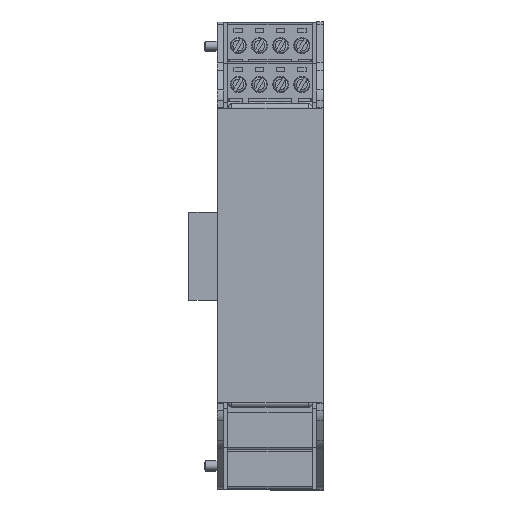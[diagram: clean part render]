
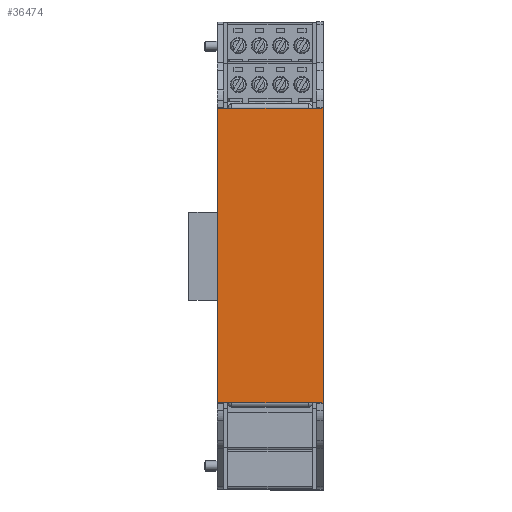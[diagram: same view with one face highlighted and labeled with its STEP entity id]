
A CAD part, top view. The second image highlights one B-rep face of the part: STEP entity #36474.
In plain terms, the highlighted planar face has unit normal (0, 0, 1).
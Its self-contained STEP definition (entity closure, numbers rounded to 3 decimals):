
#1915=DIRECTION('',(-1.,0.,0.));
#1916=VECTOR('',#1915,18.);
#1917=CARTESIAN_POINT('',(9.,-34.76,124.03));
#1918=LINE('',#1917,#1916);
#1919=DIRECTION('',(1.,0.,0.));
#1920=VECTOR('',#1919,3.5);
#1921=CARTESIAN_POINT('',(-12.5,-34.76,124.03));
#1922=LINE('',#1921,#1920);
#1923=DIRECTION('',(0.,-1.,0.));
#1924=VECTOR('',#1923,69.52);
#1925=CARTESIAN_POINT('',(-12.5,34.76,124.03));
#1926=LINE('',#1925,#1924);
#1927=DIRECTION('',(-1.,0.,0.));
#1928=VECTOR('',#1927,3.5);
#1929=CARTESIAN_POINT('',(-9.,34.76,124.03));
#1930=LINE('',#1929,#1928);
#1931=DIRECTION('',(-1.,0.,0.));
#1932=VECTOR('',#1931,18.);
#1933=CARTESIAN_POINT('',(9.,34.76,124.03));
#1934=LINE('',#1933,#1932);
#1935=DIRECTION('',(-1.,0.,0.));
#1936=VECTOR('',#1935,3.5);
#1937=CARTESIAN_POINT('',(12.5,34.76,124.03));
#1938=LINE('',#1937,#1936);
#1939=DIRECTION('',(0.,1.,0.));
#1940=VECTOR('',#1939,69.52);
#1941=CARTESIAN_POINT('',(12.5,-34.76,124.03));
#1942=LINE('',#1941,#1940);
#1943=DIRECTION('',(1.,0.,0.));
#1944=VECTOR('',#1943,3.5);
#1945=CARTESIAN_POINT('',(9.,-34.76,124.03));
#1946=LINE('',#1945,#1944);
#30711=CARTESIAN_POINT('',(-12.5,34.76,124.03));
#30712=CARTESIAN_POINT('',(-12.5,-34.76,124.03));
#30713=VERTEX_POINT('',#30711);
#30714=VERTEX_POINT('',#30712);
#30715=CARTESIAN_POINT('',(12.5,-34.76,124.03));
#30716=CARTESIAN_POINT('',(12.5,34.76,124.03));
#30717=VERTEX_POINT('',#30715);
#30718=VERTEX_POINT('',#30716);
#30727=CARTESIAN_POINT('',(9.,34.76,124.03));
#30728=CARTESIAN_POINT('',(-9.,34.76,124.03));
#30729=VERTEX_POINT('',#30727);
#30730=VERTEX_POINT('',#30728);
#30740=CARTESIAN_POINT('',(9.,-34.76,124.03));
#30742=VERTEX_POINT('',#30740);
#30744=CARTESIAN_POINT('',(-9.,-34.76,124.03));
#30746=VERTEX_POINT('',#30744);
#36456=CARTESIAN_POINT('',(0.,0.,124.03));
#36457=DIRECTION('',(0.,0.,1.));
#36458=DIRECTION('',(1.,0.,0.));
#36459=AXIS2_PLACEMENT_3D('',#36456,#36457,#36458);
#36460=PLANE('',#36459);
#36462=ORIENTED_EDGE('',*,*,#36461,.T.);
#36463=ORIENTED_EDGE('',*,*,#36422,.F.);
#36464=ORIENTED_EDGE('',*,*,#34156,.F.);
#36465=ORIENTED_EDGE('',*,*,#34303,.F.);
#36467=ORIENTED_EDGE('',*,*,#36466,.F.);
#36468=ORIENTED_EDGE('',*,*,#34291,.F.);
#36470=ORIENTED_EDGE('',*,*,#36469,.F.);
#36471=ORIENTED_EDGE('',*,*,#36434,.F.);
#36472=EDGE_LOOP('',(#36462,#36463,#36464,#36465,#36467,#36468,#36470,#36471));
#36473=FACE_OUTER_BOUND('',#36472,.F.);
#36474=ADVANCED_FACE('',(#36473),#36460,.T.);
#34156=EDGE_CURVE('',#30713,#30714,#1926,.T.);
#34291=EDGE_CURVE('',#30718,#30729,#1938,.T.);
#34303=EDGE_CURVE('',#30730,#30713,#1930,.T.);
#36422=EDGE_CURVE('',#30714,#30746,#1922,.T.);
#36434=EDGE_CURVE('',#30742,#30717,#1946,.T.);
#36461=EDGE_CURVE('',#30742,#30746,#1918,.T.);
#36466=EDGE_CURVE('',#30729,#30730,#1934,.T.);
#36469=EDGE_CURVE('',#30717,#30718,#1942,.T.);
